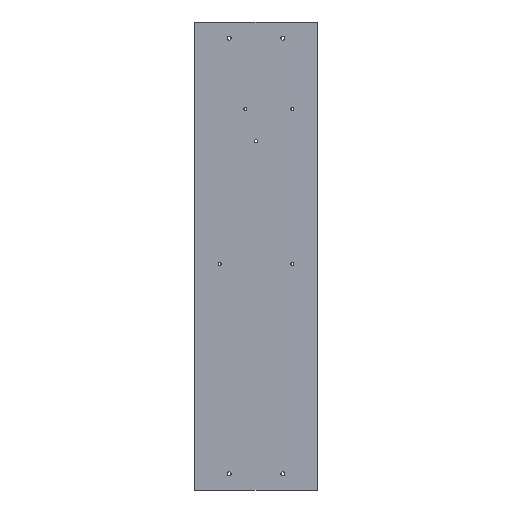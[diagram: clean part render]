
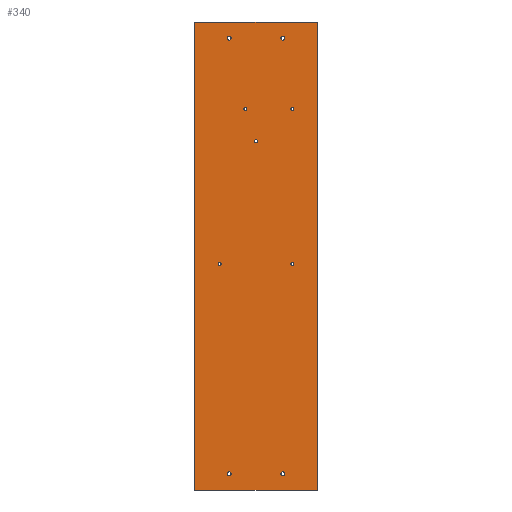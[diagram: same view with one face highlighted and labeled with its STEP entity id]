
A CAD part, left-side view. The second image highlights one B-rep face of the part: STEP entity #340.
In plain terms, the highlighted planar face has unit normal (-1, 0, 0).
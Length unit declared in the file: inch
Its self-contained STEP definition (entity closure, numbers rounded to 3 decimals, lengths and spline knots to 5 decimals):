
#22=LINE('',#550,#36);
#26=LINE('',#558,#40);
#29=LINE('',#564,#43);
#32=LINE('',#569,#46);
#36=VECTOR('',#465,0.3937);
#40=VECTOR('',#471,0.3937);
#43=VECTOR('',#476,0.3937);
#46=VECTOR('',#481,0.3937);
#54=PLANE('',#389);
#78=FACE_BOUND('',#146,.T.);
#79=FACE_BOUND('',#147,.T.);
#80=FACE_BOUND('',#148,.T.);
#81=FACE_BOUND('',#149,.T.);
#82=FACE_BOUND('',#150,.T.);
#83=FACE_BOUND('',#151,.T.);
#84=FACE_BOUND('',#152,.T.);
#85=FACE_BOUND('',#153,.T.);
#86=FACE_BOUND('',#154,.T.);
#113=FACE_OUTER_BOUND('',#145,.T.);
#145=EDGE_LOOP('',(#293,#294,#295,#296));
#146=EDGE_LOOP('',(#297));
#147=EDGE_LOOP('',(#298));
#148=EDGE_LOOP('',(#299));
#149=EDGE_LOOP('',(#300));
#150=EDGE_LOOP('',(#301));
#151=EDGE_LOOP('',(#302));
#152=EDGE_LOOP('',(#303));
#153=EDGE_LOOP('',(#304));
#154=EDGE_LOOP('',(#305));
#167=CIRCLE('',#354,0.0845);
#170=CIRCLE('',#359,0.0845);
#173=CIRCLE('',#364,0.0845);
#176=CIRCLE('',#369,0.0845);
#177=CIRCLE('',#371,0.067);
#179=CIRCLE('',#374,0.067);
#181=CIRCLE('',#377,0.067);
#183=CIRCLE('',#380,0.067);
#185=CIRCLE('',#383,0.067);
#189=VERTEX_POINT('',#496);
#192=VERTEX_POINT('',#504);
#195=VERTEX_POINT('',#512);
#198=VERTEX_POINT('',#520);
#199=VERTEX_POINT('',#523);
#201=VERTEX_POINT('',#528);
#203=VERTEX_POINT('',#533);
#205=VERTEX_POINT('',#538);
#207=VERTEX_POINT('',#543);
#209=VERTEX_POINT('',#548);
#210=VERTEX_POINT('',#549);
#213=VERTEX_POINT('',#557);
#215=VERTEX_POINT('',#563);
#219=EDGE_CURVE('',#189,#189,#167,.T.);
#222=EDGE_CURVE('',#192,#192,#170,.T.);
#225=EDGE_CURVE('',#195,#195,#173,.T.);
#228=EDGE_CURVE('',#198,#198,#176,.T.);
#229=EDGE_CURVE('',#199,#199,#177,.T.);
#231=EDGE_CURVE('',#201,#201,#179,.T.);
#233=EDGE_CURVE('',#203,#203,#181,.T.);
#235=EDGE_CURVE('',#205,#205,#183,.T.);
#237=EDGE_CURVE('',#207,#207,#185,.T.);
#239=EDGE_CURVE('',#209,#210,#22,.T.);
#243=EDGE_CURVE('',#210,#213,#26,.T.);
#246=EDGE_CURVE('',#213,#215,#29,.T.);
#249=EDGE_CURVE('',#215,#209,#32,.T.);
#293=ORIENTED_EDGE('',*,*,#249,.T.);
#294=ORIENTED_EDGE('',*,*,#239,.T.);
#295=ORIENTED_EDGE('',*,*,#243,.T.);
#296=ORIENTED_EDGE('',*,*,#246,.T.);
#297=ORIENTED_EDGE('',*,*,#219,.T.);
#298=ORIENTED_EDGE('',*,*,#222,.T.);
#299=ORIENTED_EDGE('',*,*,#225,.T.);
#300=ORIENTED_EDGE('',*,*,#228,.T.);
#301=ORIENTED_EDGE('',*,*,#229,.T.);
#302=ORIENTED_EDGE('',*,*,#231,.T.);
#303=ORIENTED_EDGE('',*,*,#233,.T.);
#304=ORIENTED_EDGE('',*,*,#235,.T.);
#305=ORIENTED_EDGE('',*,*,#237,.T.);
#340=ADVANCED_FACE('',(#113,#78,#79,#80,#81,#82,#83,#84,#85,#86),#54,.F.);
#354=AXIS2_PLACEMENT_3D('',#497,#401,#402);
#359=AXIS2_PLACEMENT_3D('',#505,#411,#412);
#364=AXIS2_PLACEMENT_3D('',#513,#421,#422);
#369=AXIS2_PLACEMENT_3D('',#521,#431,#432);
#371=AXIS2_PLACEMENT_3D('',#524,#435,#436);
#374=AXIS2_PLACEMENT_3D('',#529,#441,#442);
#377=AXIS2_PLACEMENT_3D('',#534,#447,#448);
#380=AXIS2_PLACEMENT_3D('',#539,#453,#454);
#383=AXIS2_PLACEMENT_3D('',#544,#459,#460);
#389=AXIS2_PLACEMENT_3D('',#571,#483,#484);
#401=DIRECTION('center_axis',(1.,0.,0.));
#402=DIRECTION('ref_axis',(0.,0.,-1.));
#411=DIRECTION('center_axis',(1.,0.,0.));
#412=DIRECTION('ref_axis',(0.,0.,-1.));
#421=DIRECTION('center_axis',(1.,0.,0.));
#422=DIRECTION('ref_axis',(0.,0.,-1.));
#431=DIRECTION('center_axis',(1.,0.,0.));
#432=DIRECTION('ref_axis',(0.,0.,-1.));
#435=DIRECTION('center_axis',(1.,0.,0.));
#436=DIRECTION('ref_axis',(0.,0.,-1.));
#441=DIRECTION('center_axis',(1.,0.,0.));
#442=DIRECTION('ref_axis',(0.,0.,-1.));
#447=DIRECTION('center_axis',(1.,0.,0.));
#448=DIRECTION('ref_axis',(0.,0.,-1.));
#453=DIRECTION('center_axis',(1.,0.,0.));
#454=DIRECTION('ref_axis',(0.,0.,-1.));
#459=DIRECTION('center_axis',(1.,0.,0.));
#460=DIRECTION('ref_axis',(0.,0.,-1.));
#465=DIRECTION('',(0.,0.,-1.));
#471=DIRECTION('',(0.,-1.,0.));
#476=DIRECTION('',(0.,0.,1.));
#481=DIRECTION('',(0.,1.,0.));
#483=DIRECTION('center_axis',(1.,0.,0.));
#484=DIRECTION('ref_axis',(0.,0.,-1.));
#496=CARTESIAN_POINT('',(0.,-1.15,9.3905));
#497=CARTESIAN_POINT('Origin',(0.,-1.15,9.306));
#504=CARTESIAN_POINT('',(0.,1.15,-9.2215));
#505=CARTESIAN_POINT('Origin',(0.,1.15,-9.306));
#512=CARTESIAN_POINT('',(0.,-1.15,-9.2215));
#513=CARTESIAN_POINT('Origin',(0.,-1.15,-9.306));
#520=CARTESIAN_POINT('',(0.,1.15,9.3905));
#521=CARTESIAN_POINT('Origin',(0.,1.15,9.306));
#523=CARTESIAN_POINT('',(0.,1.555,-0.268));
#524=CARTESIAN_POINT('Origin',(0.,1.555,-0.335));
#528=CARTESIAN_POINT('',(0.,-1.555,6.347));
#529=CARTESIAN_POINT('Origin',(0.,-1.555,6.28));
#533=CARTESIAN_POINT('',(0.,0.453,6.347));
#534=CARTESIAN_POINT('Origin',(0.,0.453,6.28));
#538=CARTESIAN_POINT('',(0.,0.,4.969));
#539=CARTESIAN_POINT('Origin',(0.,0.,4.902));
#543=CARTESIAN_POINT('',(0.,-1.555,-0.268));
#544=CARTESIAN_POINT('Origin',(0.,-1.555,-0.335));
#548=CARTESIAN_POINT('',(0.,2.61,10.));
#549=CARTESIAN_POINT('',(0.,2.61,-10.));
#550=CARTESIAN_POINT('',(0.,2.61,10.));
#557=CARTESIAN_POINT('',(0.,-2.61,-10.));
#558=CARTESIAN_POINT('',(0.,2.61,-10.));
#563=CARTESIAN_POINT('',(0.,-2.61,10.));
#564=CARTESIAN_POINT('',(0.,-2.61,-10.));
#569=CARTESIAN_POINT('',(0.,-2.61,10.));
#571=CARTESIAN_POINT('Origin',(0.,0.,0.));
